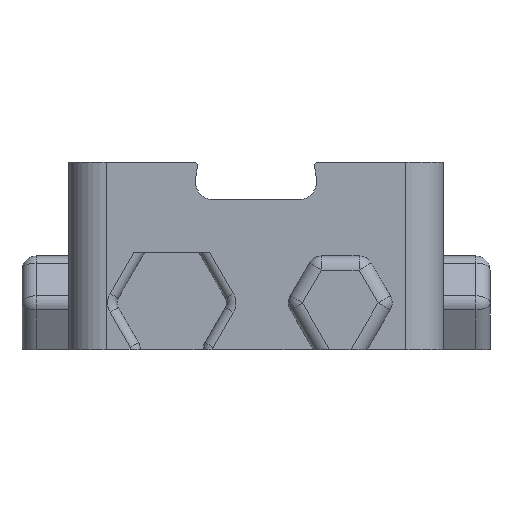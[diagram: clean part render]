
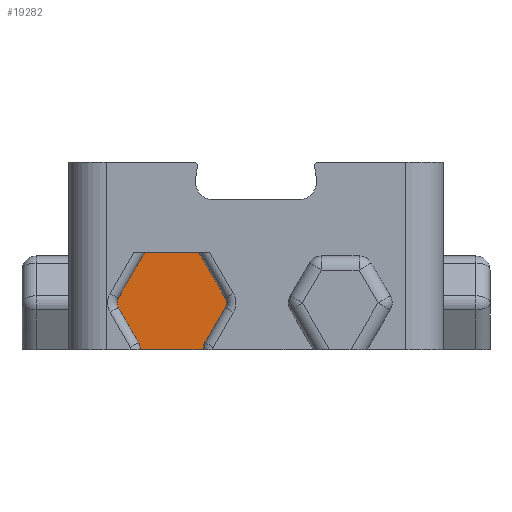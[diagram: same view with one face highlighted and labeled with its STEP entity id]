
A CAD part, left-side view. The second image highlights one B-rep face of the part: STEP entity #19282.
In plain terms, the highlighted planar face has unit normal (-1, 0, 0).
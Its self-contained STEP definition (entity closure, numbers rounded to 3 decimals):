
#19255 = VERTEX_POINT('',#19256);
#19256 = CARTESIAN_POINT('',(-14.8,12.551,0.75));
#19262 = EDGE_CURVE('',#19255,#19263,#19265,.T.);
#19263 = VERTEX_POINT('',#19264);
#19264 = CARTESIAN_POINT('',(-14.8,12.35,0.));
#19265 = CIRCLE('',#19266,1.5);
#19266 = AXIS2_PLACEMENT_3D('',#19267,#19268,#19269);
#19267 = CARTESIAN_POINT('',(-14.8,13.85,0.)
  );
#19268 = DIRECTION('',(1.,0.,0.));
#19269 = DIRECTION('',(0.,1.,0.));
#19282 = ADVANCED_FACE('',(#19283),#19359,.T.);
#19283 = FACE_BOUND('',#19284,.T.);
#19284 = EDGE_LOOP('',(#19285,#19293,#19294,#19302,#19311,#19319,#19328,
    #19336,#19344,#19352));
#19285 = ORIENTED_EDGE('',*,*,#19286,.T.);
#19286 = EDGE_CURVE('',#19287,#19255,#19289,.T.);
#19287 = VERTEX_POINT('',#19288);
#19288 = CARTESIAN_POINT('',(-14.8,14.716,4.5));
#19289 = LINE('',#19290,#19291);
#19290 = CARTESIAN_POINT('',(-14.8,14.716,4.5));
#19291 = VECTOR('',#19292,1.);
#19292 = DIRECTION('',(0.,-0.5,-0.866));
#19293 = ORIENTED_EDGE('',*,*,#19262,.T.);
#19294 = ORIENTED_EDGE('',*,*,#19295,.T.);
#19295 = EDGE_CURVE('',#19263,#19296,#19298,.T.);
#19296 = VERTEX_POINT('',#19297);
#19297 = CARTESIAN_POINT('',(-14.8,5.65,0.));
#19298 = LINE('',#19299,#19300);
#19299 = CARTESIAN_POINT('',(-14.8,12.35,0.)
  );
#19300 = VECTOR('',#19301,1.);
#19301 = DIRECTION('',(0.,-1.,0.));
#19302 = ORIENTED_EDGE('',*,*,#19303,.T.);
#19303 = EDGE_CURVE('',#19296,#19304,#19306,.T.);
#19304 = VERTEX_POINT('',#19305);
#19305 = CARTESIAN_POINT('',(-14.8,5.449,0.75));
#19306 = CIRCLE('',#19307,1.5);
#19307 = AXIS2_PLACEMENT_3D('',#19308,#19309,#19310);
#19308 = CARTESIAN_POINT('',(-14.8,4.15,0.));
#19309 = DIRECTION('',(1.,0.,0.));
#19310 = DIRECTION('',(0.,1.,0.));
#19311 = ORIENTED_EDGE('',*,*,#19312,.T.);
#19312 = EDGE_CURVE('',#19304,#19313,#19315,.T.);
#19313 = VERTEX_POINT('',#19314);
#19314 = CARTESIAN_POINT('',(-14.8,3.284,4.5));
#19315 = LINE('',#19316,#19317);
#19316 = CARTESIAN_POINT('',(-14.8,5.449,0.75));
#19317 = VECTOR('',#19318,1.);
#19318 = DIRECTION('',(0.,-0.5,0.866));
#19319 = ORIENTED_EDGE('',*,*,#19320,.F.);
#19320 = EDGE_CURVE('',#19321,#19313,#19323,.T.);
#19321 = VERTEX_POINT('',#19322);
#19322 = CARTESIAN_POINT('',(-14.8,3.284,5.5));
#19323 = CIRCLE('',#19324,1.);
#19324 = AXIS2_PLACEMENT_3D('',#19325,#19326,#19327);
#19325 = CARTESIAN_POINT('',(-14.8,4.15,5.));
#19326 = DIRECTION('',(1.,0.,0.));
#19327 = DIRECTION('',(0.,1.,0.));
#19328 = ORIENTED_EDGE('',*,*,#19329,.T.);
#19329 = EDGE_CURVE('',#19321,#19330,#19332,.T.);
#19330 = VERTEX_POINT('',#19331);
#19331 = CARTESIAN_POINT('',(-14.8,6.113,10.4));
#19332 = LINE('',#19333,#19334);
#19333 = CARTESIAN_POINT('',(-14.8,3.284,5.5));
#19334 = VECTOR('',#19335,1.);
#19335 = DIRECTION('',(0.,0.5,0.866));
#19336 = ORIENTED_EDGE('',*,*,#19337,.T.);
#19337 = EDGE_CURVE('',#19330,#19338,#19340,.T.);
#19338 = VERTEX_POINT('',#19339);
#19339 = CARTESIAN_POINT('',(-14.8,11.887,10.4));
#19340 = LINE('',#19341,#19342);
#19341 = CARTESIAN_POINT('',(-14.8,6.113,10.4));
#19342 = VECTOR('',#19343,1.);
#19343 = DIRECTION('',(0.,1.,0.));
#19344 = ORIENTED_EDGE('',*,*,#19345,.T.);
#19345 = EDGE_CURVE('',#19338,#19346,#19348,.T.);
#19346 = VERTEX_POINT('',#19347);
#19347 = CARTESIAN_POINT('',(-14.8,14.716,5.5));
#19348 = LINE('',#19349,#19350);
#19349 = CARTESIAN_POINT('',(-14.8,11.887,10.4));
#19350 = VECTOR('',#19351,1.);
#19351 = DIRECTION('',(0.,0.5,-0.866));
#19352 = ORIENTED_EDGE('',*,*,#19353,.F.);
#19353 = EDGE_CURVE('',#19287,#19346,#19354,.T.);
#19354 = CIRCLE('',#19355,1.);
#19355 = AXIS2_PLACEMENT_3D('',#19356,#19357,#19358);
#19356 = CARTESIAN_POINT('',(-14.8,13.85,5.));
#19357 = DIRECTION('',(1.,0.,0.));
#19358 = DIRECTION('',(0.,1.,0.));
#19359 = PLANE('',#19360);
#19360 = AXIS2_PLACEMENT_3D('',#19361,#19362,#19363);
#19361 = CARTESIAN_POINT('',(-14.8,9.,5.09));
#19362 = DIRECTION('',(-1.,0.,0.));
#19363 = DIRECTION('',(0.,0.,1.));
